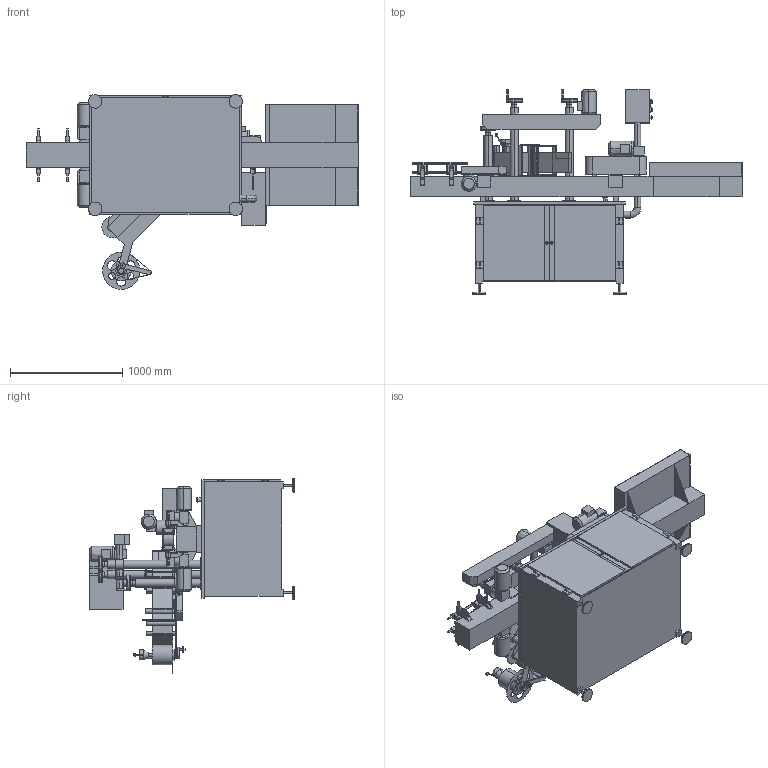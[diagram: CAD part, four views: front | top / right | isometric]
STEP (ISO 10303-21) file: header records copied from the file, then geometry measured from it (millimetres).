
FILE_DESCRIPTION(('FreeCAD Model'),'2;1');
FILE_NAME('Open CASCADE Shape Model','2025-05-09T04:14:48',('FreeCAD'),( 'FreeCAD'),'Open CASCADE STEP processor 7.6','FreeCAD','Unknown');
FILE_SCHEMA(('AUTOMOTIVE_DESIGN { 1 0 10303 214 1 1 1 1 }'));
Products named in the file (1): Open CASCADE STEP translator 7.6 1
Bounding box: 2956.8 x 1826 x 1734.57 mm (x, y, z)
Volume: 1196494898.7 mm3; surface area: 17979468 mm2
Topology: 4 solids, 4 shells, 1274 faces, 3145 edges, 2037 vertices
Faces by surface type: bspline 1274
Entity records: 37528 total; most frequent: CARTESIAN_POINT 18952, ORIENTED_EDGE 6290, EDGE_CURVE 3145, B_SPLINE_CURVE_WITH_KNOTS 2061, VERTEX_POINT 2037, FACE_BOUND 1490, EDGE_LOOP 1490, ADVANCED_FACE 1274
